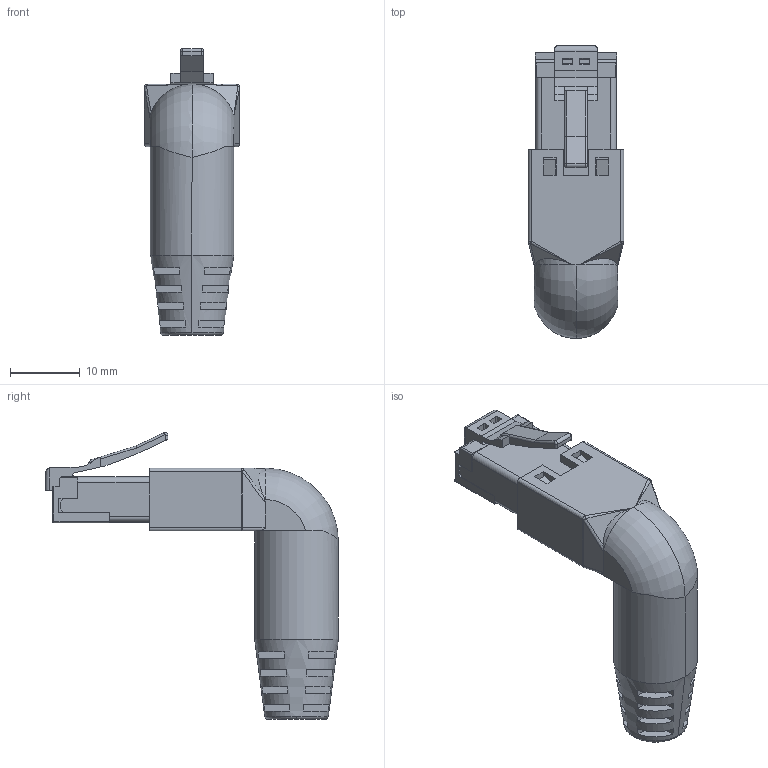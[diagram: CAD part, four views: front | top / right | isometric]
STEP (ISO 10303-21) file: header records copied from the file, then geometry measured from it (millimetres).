
FILE_DESCRIPTION(('OneSpaceDesigner STEP Export'),'2;1');
FILE_NAME('TM11APA1-88PÈª.stp','2007-09-22T15:51:02',(''),(''),'OneSpace Designer STEP processor for AP214 (Solid Model)','OneSpace Modeling 15.00A 14-Mar-2007 (C) CoCreate Software GmbH','');
FILE_SCHEMA(('AUTOMOTIVE_DESIGN { 1 0 10303 214 1 1 1 1 }'));
Length unit declared in the file: millimetre
Products named in the file (2): HOOD
Assembly tree (1 placements, depth 2):
  HOOD
    HOOD
Bounding box: 13.7 x 41.95 x 41.1 mm (x, y, z)
Volume: 6299.5 mm3; surface area: 3573.5 mm2
Topology: 1 solids, 3 shells, 532 faces, 1429 edges, 924 vertices
Faces by surface type: plane 369, cylinder 106, bspline 47, torus 6, cone 2, sphere 2
Entity records: 65417 total; most frequent: CARTESIAN_POINT 53255, ORIENTED_EDGE 2852, DIRECTION 2042, EDGE_CURVE 1426, VERTEX_POINT 924, VECTOR 918, LINE 918, AXIS2_PLACEMENT_3D 562
